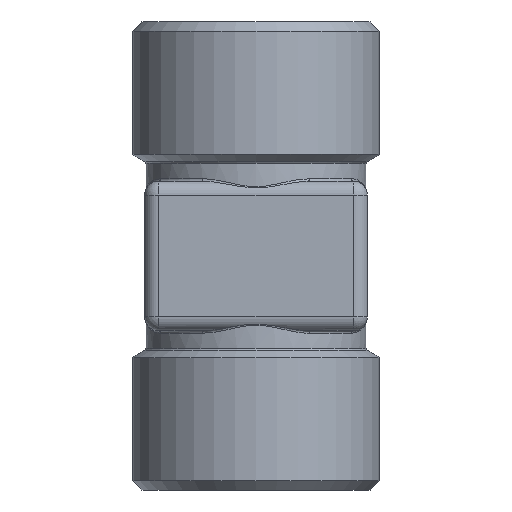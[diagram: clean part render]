
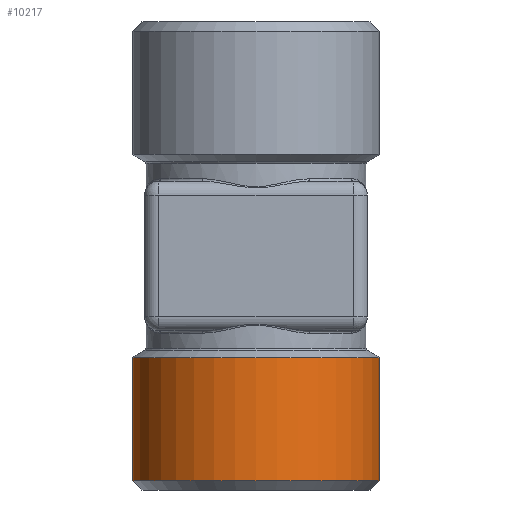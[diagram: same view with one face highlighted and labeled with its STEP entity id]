
A CAD part, left-side view. The second image highlights one B-rep face of the part: STEP entity #10217.
In plain terms, the highlighted cylindrical face has radius 13.22 mm (diameter 26.44 mm), a full revolution.
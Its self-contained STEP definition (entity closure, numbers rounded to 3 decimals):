
#2052=CYLINDRICAL_SURFACE('',#10922,13.22);
#2787=FACE_BOUND('',#3788,.T.);
#3167=FACE_OUTER_BOUND('',#3787,.T.);
#3787=EDGE_LOOP('',(#7377));
#3788=EDGE_LOOP('',(#7378));
#4381=CIRCLE('',#10899,13.22);
#4391=CIRCLE('',#10921,13.22);
#4692=VERTEX_POINT('',#16374);
#4700=VERTEX_POINT('',#16404);
#5684=EDGE_CURVE('',#4692,#4692,#4381,.T.);
#5694=EDGE_CURVE('',#4700,#4700,#4391,.T.);
#7377=ORIENTED_EDGE('',*,*,#5684,.T.);
#7378=ORIENTED_EDGE('',*,*,#5694,.F.);
#10217=ADVANCED_FACE('',(#3167,#2787),#2052,.T.);
#10899=AXIS2_PLACEMENT_3D('',#16375,#11975,#11976);
#10921=AXIS2_PLACEMENT_3D('',#16405,#12019,#12020);
#10922=AXIS2_PLACEMENT_3D('',#16406,#12021,#12022);
#11975=DIRECTION('center_axis',(0.,0.,-1.));
#11976=DIRECTION('ref_axis',(-1.,0.,0.));
#12019=DIRECTION('center_axis',(0.,0.,-1.));
#12020=DIRECTION('ref_axis',(-1.,0.,0.));
#12021=DIRECTION('center_axis',(0.,0.,1.));
#12022=DIRECTION('ref_axis',(-1.,0.,0.));
#16374=CARTESIAN_POINT('',(0.,13.22,14.151));
#16375=CARTESIAN_POINT('Origin',(0.,0.,14.151));
#16404=CARTESIAN_POINT('',(13.22,0.,1.));
#16405=CARTESIAN_POINT('Origin',(0.,0.,1.));
#16406=CARTESIAN_POINT('Origin',(0.,0.,0.));
